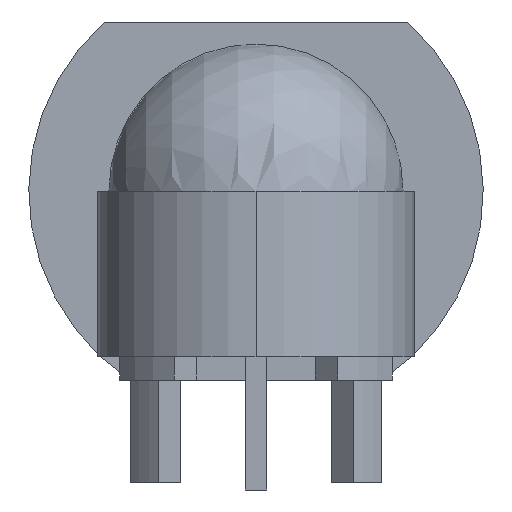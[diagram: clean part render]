
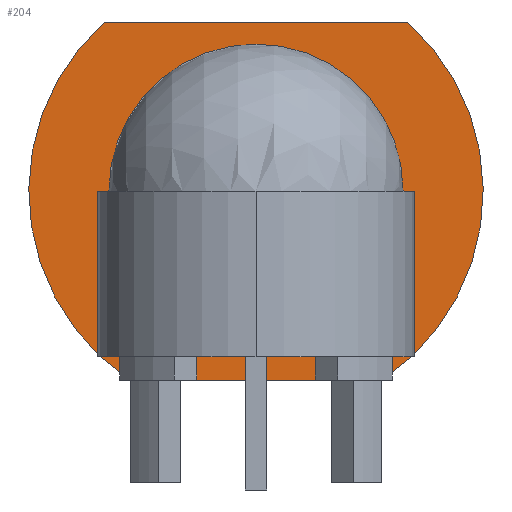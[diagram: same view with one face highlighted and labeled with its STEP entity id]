
A CAD part, left-side view. The second image highlights one B-rep face of the part: STEP entity #204.
In plain terms, the highlighted planar face has unit normal (-1, 0, 0).
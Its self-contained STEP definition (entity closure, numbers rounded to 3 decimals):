
#81=CARTESIAN_POINT('',(6.42,4.116,0.));
#82=VERTEX_POINT('',#81);
#89=CARTESIAN_POINT('',(6.42,4.94,11.66));
#90=VERTEX_POINT('',#89);
#91=CARTESIAN_POINT('',(6.42,0.,6.15));
#92=DIRECTION('',(1.,0.,0.));
#93=DIRECTION('',(0.,0.998,-0.071));
#94=AXIS2_PLACEMENT_3D('',#91,#92,#93);
#95=CIRCLE('',#94,7.4);
#96=EDGE_CURVE('',#82,#90,#95,.T.);
#120=CARTESIAN_POINT('',(6.42,-4.116,0.));
#121=VERTEX_POINT('',#120);
#128=CARTESIAN_POINT('',(6.42,-4.116,0.));
#129=DIRECTION('',(0.0,1.0,0.0));
#130=VECTOR('',#129,8.231);
#131=LINE('',#128,#130);
#132=EDGE_CURVE('',#121,#82,#131,.T.);
#152=CARTESIAN_POINT('',(6.42,-4.94,11.66));
#153=VERTEX_POINT('',#152);
#160=CARTESIAN_POINT('',(6.42,0.0,6.15));
#161=DIRECTION('',(1.0,0.,0.));
#162=DIRECTION('',(0.,-0.998,-0.071));
#163=AXIS2_PLACEMENT_3D('',#160,#161,#162);
#164=CIRCLE('',#163,7.4);
#165=EDGE_CURVE('',#153,#121,#164,.T.);
#183=CARTESIAN_POINT('',(6.42,4.94,11.66));
#184=DIRECTION('',(0.0,-1.0,0.0));
#185=VECTOR('',#184,9.879);
#186=LINE('',#183,#185);
#187=EDGE_CURVE('',#90,#153,#186,.T.);
#193=CARTESIAN_POINT('',(6.42,0.0,5.972));
#194=DIRECTION('',(1.0,0.0,0.0));
#195=DIRECTION('',(0.0,0.0,-1.0));
#196=AXIS2_PLACEMENT_3D('',#193,#194,#195);
#197=PLANE('',#196);
#198=ORIENTED_EDGE('',*,*,#187,.F.);
#199=ORIENTED_EDGE('',*,*,#96,.F.);
#200=ORIENTED_EDGE('',*,*,#132,.F.);
#201=ORIENTED_EDGE('',*,*,#165,.F.);
#202=EDGE_LOOP('',(#198,#199,#200,#201));
#203=FACE_OUTER_BOUND('',#202,.T.);
#204=ADVANCED_FACE('',(#203),#197,.F.);
